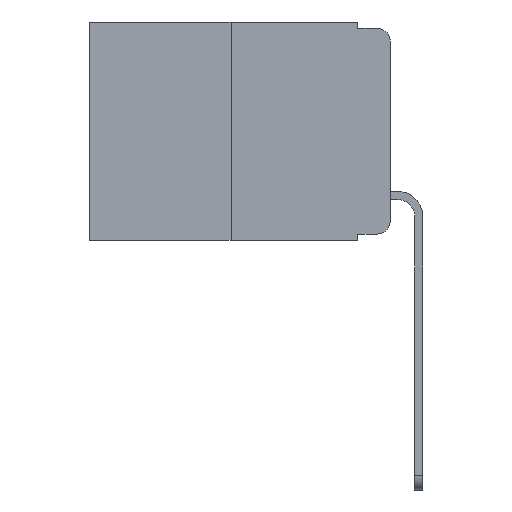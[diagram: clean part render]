
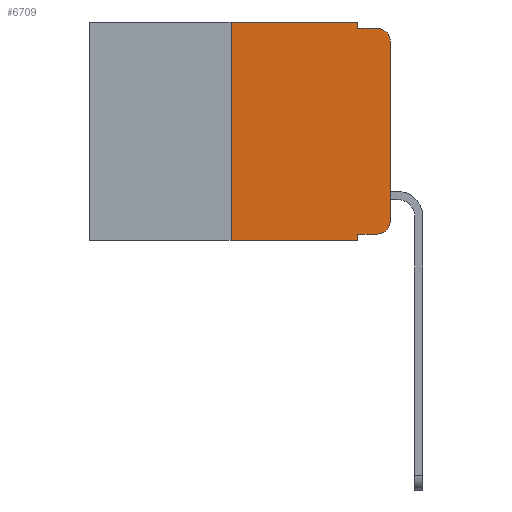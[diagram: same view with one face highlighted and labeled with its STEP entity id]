
A CAD part, left-side view. The second image highlights one B-rep face of the part: STEP entity #6709.
In plain terms, the highlighted planar face has unit normal (-1, 0, 0).
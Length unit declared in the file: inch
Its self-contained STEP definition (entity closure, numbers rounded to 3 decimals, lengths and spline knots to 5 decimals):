
#69 = EDGE_CURVE ( 'NONE', #10089, #6573, #9416, .T. ) ;
#144 = CARTESIAN_POINT ( 'NONE',  ( 0., 0.25, 0. ) ) ;
#161 = VERTEX_POINT ( 'NONE', #1207 ) ;
#241 = CARTESIAN_POINT ( 'NONE',  ( 0., 0.051, 0. ) ) ;
#247 = DIRECTION ( 'NONE',  ( 0., 0., 1. ) ) ;
#439 = VERTEX_POINT ( 'NONE', #3162 ) ;
#680 = DIRECTION ( 'NONE',  ( 0., 0., -1. ) ) ;
#940 = CARTESIAN_POINT ( 'NONE',  ( 0., 0.051, -0.343 ) ) ;
#1077 = DIRECTION ( 'NONE',  ( 0., -1., 0. ) ) ;
#1207 = CARTESIAN_POINT ( 'NONE',  ( 0., 0.051, -0.333 ) ) ;
#1279 = EDGE_CURVE ( 'NONE', #4563, #9791, #8620, .T. ) ;
#1571 = EDGE_CURVE ( 'NONE', #9791, #11620, #3415, .T. ) ;
#1639 = ORIENTED_EDGE ( 'NONE', *, *, #3732, .T. ) ;
#1728 = CARTESIAN_POINT ( 'NONE',  ( 0., 0., -0.03 ) ) ;
#1752 = CARTESIAN_POINT ( 'NONE',  ( 0., 0.051, -0.333 ) ) ;
#1832 = VECTOR ( 'NONE', #7152, 39.37008 ) ;
#1837 = DIRECTION ( 'NONE',  ( 0., 0., -1. ) ) ;
#1960 = CIRCLE ( 'NONE', #10381, 0.02 ) ;
#2124 = AXIS2_PLACEMENT_3D ( 'NONE', #10451, #11347, #680 ) ;
#2306 = VECTOR ( 'NONE', #11624, 39.37008 ) ;
#2466 = VERTEX_POINT ( 'NONE', #6665 ) ;
#2500 = AXIS2_PLACEMENT_3D ( 'NONE', #6113, #5289, #7094 ) ;
#2537 = ORIENTED_EDGE ( 'NONE', *, *, #8434, .F. ) ;
#2542 = EDGE_CURVE ( 'NONE', #161, #8667, #11006, .T. ) ;
#2563 = DIRECTION ( 'NONE',  ( 0., -1., 0. ) ) ;
#2901 = ORIENTED_EDGE ( 'NONE', *, *, #1571, .T. ) ;
#3044 = CARTESIAN_POINT ( 'NONE',  ( 0., 0.051, -0.01 ) ) ;
#3070 = EDGE_CURVE ( 'NONE', #10089, #8667, #10915, .T. ) ;
#3162 = CARTESIAN_POINT ( 'NONE',  ( 0., 0.051, -0.01 ) ) ;
#3381 = EDGE_LOOP ( 'NONE', ( #2901, #1639, #5142, #5831, #2537, #6867, #11209, #11355, #6696, #8744 ) ) ;
#3415 = LINE ( 'NONE', #9216, #11018 ) ;
#3732 = EDGE_CURVE ( 'NONE', #11620, #6078, #1960, .T. ) ;
#3876 = VECTOR ( 'NONE', #11153, 39.37008 ) ;
#4278 = LINE ( 'NONE', #3044, #3876 ) ;
#4563 = VERTEX_POINT ( 'NONE', #10200 ) ;
#4869 = CARTESIAN_POINT ( 'NONE',  ( 0., 0.473, -0.343 ) ) ;
#5050 = CARTESIAN_POINT ( 'NONE',  ( 0., 0.051, 0. ) ) ;
#5051 = VECTOR ( 'NONE', #9299, 39.37008 ) ;
#5101 = CARTESIAN_POINT ( 'NONE',  ( 0., 0.25, 0. ) ) ;
#5142 = ORIENTED_EDGE ( 'NONE', *, *, #5261, .F. ) ;
#5261 = EDGE_CURVE ( 'NONE', #439, #6078, #4278, .T. ) ;
#5289 = DIRECTION ( 'NONE',  ( 1., 0., 0. ) ) ;
#5831 = ORIENTED_EDGE ( 'NONE', *, *, #9913, .F. ) ;
#6078 = VERTEX_POINT ( 'NONE', #11605 ) ;
#6113 = CARTESIAN_POINT ( 'NONE',  ( 0., 0.473, 0. ) ) ;
#6153 = CARTESIAN_POINT ( 'NONE',  ( 0., 0.473, 0. ) ) ;
#6573 = VERTEX_POINT ( 'NONE', #5101 ) ;
#6665 = CARTESIAN_POINT ( 'NONE',  ( 0., 0.051, 0. ) ) ;
#6696 = ORIENTED_EDGE ( 'NONE', *, *, #7991, .T. ) ;
#6709 = ADVANCED_FACE ( 'NONE', ( #10330 ), #10763, .F. ) ;
#6803 = VECTOR ( 'NONE', #1077, 39.37008 ) ;
#6855 = DIRECTION ( 'NONE',  ( 0., 0., -1. ) ) ;
#6867 = ORIENTED_EDGE ( 'NONE', *, *, #69, .F. ) ;
#7094 = DIRECTION ( 'NONE',  ( 0., 0., -1. ) ) ;
#7152 = DIRECTION ( 'NONE',  ( 0., 0., 1. ) ) ;
#7165 = DIRECTION ( 'NONE',  ( -1., 0., 0. ) ) ;
#7592 = CARTESIAN_POINT ( 'NONE',  ( 0., 0., -0.313 ) ) ;
#7609 = LINE ( 'NONE', #1752, #2306 ) ;
#7991 = EDGE_CURVE ( 'NONE', #161, #4563, #7609, .T. ) ;
#8046 = CARTESIAN_POINT ( 'NONE',  ( 0., 0.25, -0.343 ) ) ;
#8434 = EDGE_CURVE ( 'NONE', #6573, #2466, #8710, .T. ) ;
#8620 = CIRCLE ( 'NONE', #2124, 0.02 ) ;
#8667 = VERTEX_POINT ( 'NONE', #940 ) ;
#8710 = LINE ( 'NONE', #6153, #11539 ) ;
#8744 = ORIENTED_EDGE ( 'NONE', *, *, #1279, .T. ) ;
#8903 = CARTESIAN_POINT ( 'NONE',  ( 0., 0.02, -0.03 ) ) ;
#9216 = CARTESIAN_POINT ( 'NONE',  ( 0., 0., 0. ) ) ;
#9299 = DIRECTION ( 'NONE',  ( 0., 0., -1. ) ) ;
#9416 = LINE ( 'NONE', #144, #1832 ) ;
#9690 = LINE ( 'NONE', #5050, #10709 ) ;
#9791 = VERTEX_POINT ( 'NONE', #7592 ) ;
#9913 = EDGE_CURVE ( 'NONE', #2466, #439, #9690, .T. ) ;
#10089 = VERTEX_POINT ( 'NONE', #8046 ) ;
#10200 = CARTESIAN_POINT ( 'NONE',  ( 0., 0.02, -0.333 ) ) ;
#10330 = FACE_OUTER_BOUND ( 'NONE', #3381, .T. ) ;
#10381 = AXIS2_PLACEMENT_3D ( 'NONE', #8903, #7165, #1837 ) ;
#10451 = CARTESIAN_POINT ( 'NONE',  ( 0., 0.02, -0.313 ) ) ;
#10709 = VECTOR ( 'NONE', #6855, 39.37008 ) ;
#10763 = PLANE ( 'NONE',  #2500 ) ;
#10915 = LINE ( 'NONE', #4869, #6803 ) ;
#11006 = LINE ( 'NONE', #241, #5051 ) ;
#11018 = VECTOR ( 'NONE', #247, 39.37008 ) ;
#11153 = DIRECTION ( 'NONE',  ( 0., -1., 0. ) ) ;
#11209 = ORIENTED_EDGE ( 'NONE', *, *, #3070, .T. ) ;
#11347 = DIRECTION ( 'NONE',  ( -1., 0., 0. ) ) ;
#11355 = ORIENTED_EDGE ( 'NONE', *, *, #2542, .F. ) ;
#11539 = VECTOR ( 'NONE', #2563, 39.37008 ) ;
#11605 = CARTESIAN_POINT ( 'NONE',  ( 0., 0.02, -0.01 ) ) ;
#11620 = VERTEX_POINT ( 'NONE', #1728 ) ;
#11624 = DIRECTION ( 'NONE',  ( 0., -1., 0. ) ) ;
